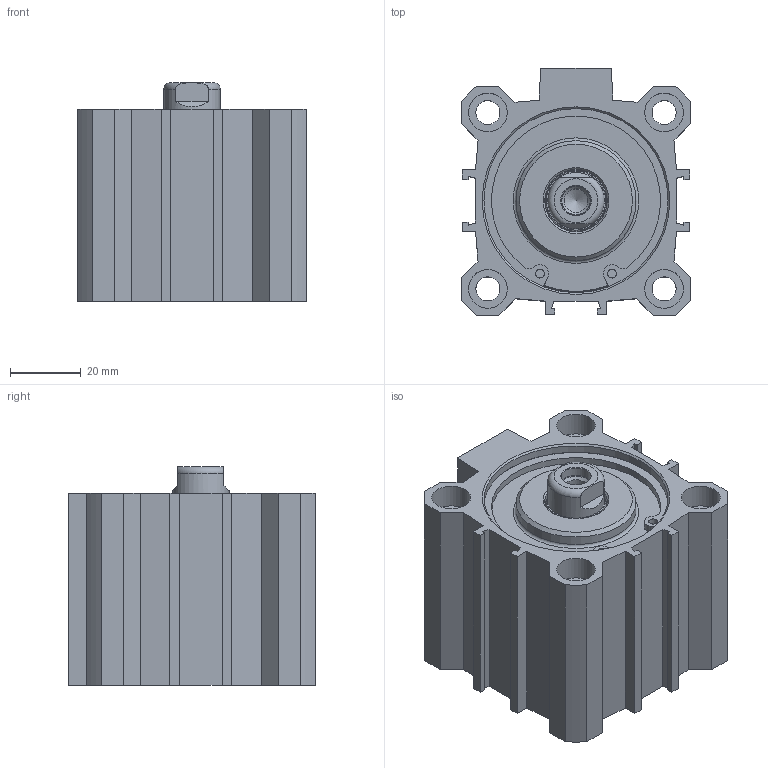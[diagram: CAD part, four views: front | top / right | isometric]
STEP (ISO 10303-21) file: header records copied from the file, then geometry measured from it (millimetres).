
FILE_DESCRIPTION((''),'2;1');
FILE_NAME('FDR050.020.GS.F.stp','2014-06-16T16:36:28',('carlo.corazza'),(''),'Autodesk Inventor 2012','Autodesk Inventor 2012','');
FILE_SCHEMA(('AUTOMOTIVE_DESIGN { 1 0 10303 214 1 1 1 1 }'));
Length unit declared in the file: millimetre
Products named in the file (5): FDR050..GS.F; CORPO-020; STELO-020; TA; TP
Assembly tree (4 placements, depth 2):
  FDR050..GS.F
    CORPO-020
    STELO-020
    TA
    TP
Bounding box: 65 x 70 x 62 mm (x, y, z)
Volume: 103729.4 mm3; surface area: 52625 mm2
Topology: 4 solids, 4 shells, 203 faces, 479 edges, 304 vertices
Faces by surface type: plane 104, cylinder 55, cone 33, torus 11
Full cylindrical faces by diameter (mm): 2.5 x4, 2.75 x2, 6.647 x2, 6.8 x4, 8.25 x1, 8.566 x2, 11 x8, 16 x1, 16.54 x1, 17.7 x1, 20.32 x1, 20.5 x1, 34 x1, 37 x1, 50 x1, 51.8 x4, 52.2 x2, 55.2 x2
Entity records: 5779 total; most frequent: CARTESIAN_POINT 1022, DIRECTION 952, ORIENTED_EDGE 770, EDGE_CURVE 385, AXIS2_PLACEMENT_3D 365, EDGE_LOOP 320, VERTEX_POINT 291, VECTOR 222
